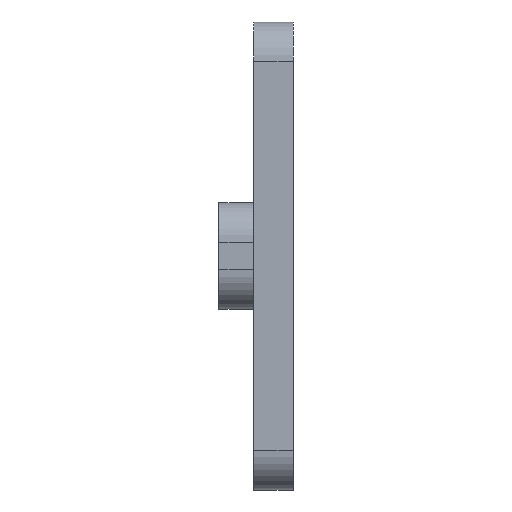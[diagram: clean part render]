
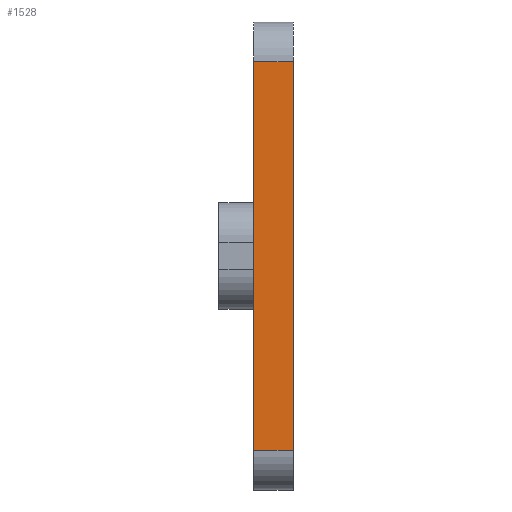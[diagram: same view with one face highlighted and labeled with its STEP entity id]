
A CAD part, left-side view. The second image highlights one B-rep face of the part: STEP entity #1528.
In plain terms, the highlighted planar face has unit normal (-1, 0, 0).
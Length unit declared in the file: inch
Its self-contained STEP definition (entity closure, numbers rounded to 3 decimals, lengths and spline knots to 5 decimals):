
#19 = DIRECTION ( 'NONE',  ( 0., 0., 1. ) ) ;
#85 = VERTEX_POINT ( 'NONE', #2747 ) ;
#139 = VERTEX_POINT ( 'NONE', #2232 ) ;
#146 = DIRECTION ( 'NONE',  ( 1., 0., 0. ) ) ;
#156 = EDGE_LOOP ( 'NONE', ( #2089, #1541, #1628, #461 ) ) ;
#183 = EDGE_CURVE ( 'NONE', #1040, #139, #2020, .T. ) ;
#461 = ORIENTED_EDGE ( 'NONE', *, *, #183, .T. ) ;
#664 = LINE ( 'NONE', #1745, #1641 ) ;
#750 = DIRECTION ( 'NONE',  ( 0., 0., 1. ) ) ;
#808 = VERTEX_POINT ( 'NONE', #1967 ) ;
#969 = LINE ( 'NONE', #1044, #2390 ) ;
#1040 = VERTEX_POINT ( 'NONE', #2834 ) ;
#1044 = CARTESIAN_POINT ( 'NONE',  ( -3.445, 0., -1.4765 ) ) ;
#1406 = DIRECTION ( 'NONE',  ( 0., 1., 0. ) ) ;
#1528 = ADVANCED_FACE ( 'NONE', ( #3017 ), #3037, .F. ) ;
#1538 = VECTOR ( 'NONE', #2007, 39.37008 ) ;
#1541 = ORIENTED_EDGE ( 'NONE', *, *, #2250, .T. ) ;
#1595 = CARTESIAN_POINT ( 'NONE',  ( -3.445, 0.25, -1.4765 ) ) ;
#1628 = ORIENTED_EDGE ( 'NONE', *, *, #2273, .T. ) ;
#1641 = VECTOR ( 'NONE', #1733, 39.37008 ) ;
#1733 = DIRECTION ( 'NONE',  ( 0., -1., 0. ) ) ;
#1745 = CARTESIAN_POINT ( 'NONE',  ( -3.445, 0.25, -1.2265 ) ) ;
#1773 = EDGE_CURVE ( 'NONE', #85, #139, #2567, .T. ) ;
#1904 = AXIS2_PLACEMENT_3D ( 'NONE', #1595, #146, #1406 ) ;
#1967 = CARTESIAN_POINT ( 'NONE',  ( -3.445, 0., -1.2265 ) ) ;
#2007 = DIRECTION ( 'NONE',  ( 0., 1., 0. ) ) ;
#2020 = LINE ( 'NONE', #2470, #1538 ) ;
#2073 = VECTOR ( 'NONE', #750, 39.37008 ) ;
#2089 = ORIENTED_EDGE ( 'NONE', *, *, #1773, .F. ) ;
#2232 = CARTESIAN_POINT ( 'NONE',  ( -3.445, 0.25, 1.2265 ) ) ;
#2250 = EDGE_CURVE ( 'NONE', #85, #808, #664, .T. ) ;
#2273 = EDGE_CURVE ( 'NONE', #808, #1040, #969, .T. ) ;
#2390 = VECTOR ( 'NONE', #19, 39.37008 ) ;
#2470 = CARTESIAN_POINT ( 'NONE',  ( -3.445, 0.25, 1.2265 ) ) ;
#2567 = LINE ( 'NONE', #2882, #2073 ) ;
#2747 = CARTESIAN_POINT ( 'NONE',  ( -3.445, 0.25, -1.2265 ) ) ;
#2834 = CARTESIAN_POINT ( 'NONE',  ( -3.445, 0., 1.2265 ) ) ;
#2882 = CARTESIAN_POINT ( 'NONE',  ( -3.445, 0.25, -1.4765 ) ) ;
#3017 = FACE_OUTER_BOUND ( 'NONE', #156, .T. ) ;
#3037 = PLANE ( 'NONE',  #1904 ) ;
